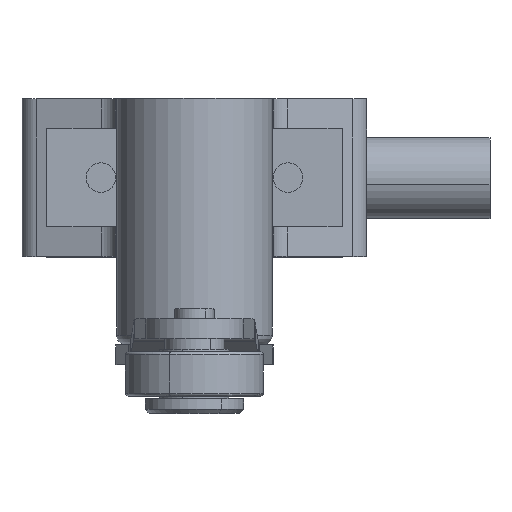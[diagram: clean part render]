
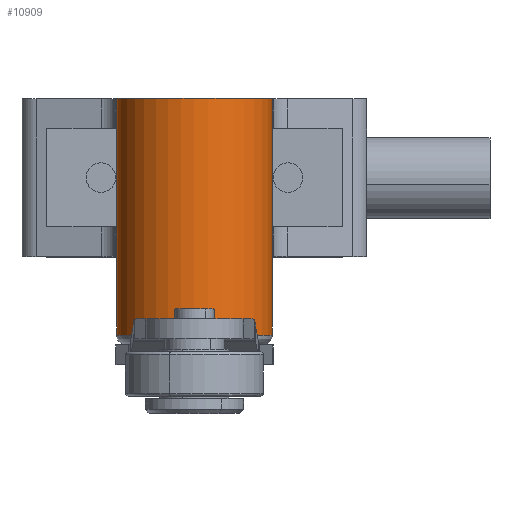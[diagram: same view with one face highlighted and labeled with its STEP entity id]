
A CAD part, top view. The second image highlights one B-rep face of the part: STEP entity #10909.
In plain terms, the highlighted cylindrical face has radius 7.9 mm (diameter 15.8 mm), a partial arc.
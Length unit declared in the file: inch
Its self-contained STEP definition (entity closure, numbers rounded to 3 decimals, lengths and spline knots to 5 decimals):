
#290 = ORIENTED_EDGE ( 'NONE', *, *, #666, .T. ) ;
#447 = LINE ( 'NONE', #27516, #18343 ) ;
#666 = EDGE_CURVE ( 'NONE', #5702, #18297, #9389, .T. ) ;
#980 = ORIENTED_EDGE ( 'NONE', *, *, #19695, .T. ) ;
#984 = CARTESIAN_POINT ( 'NONE',  ( 0.31102, 0., 0.70866 ) ) ;
#1447 = AXIS2_PLACEMENT_3D ( 'NONE', #7754, #19807, #22368 ) ;
#1699 = DIRECTION ( 'NONE',  ( 0., -1., 0. ) ) ;
#2329 = DIRECTION ( 'NONE',  ( 0., 1., 0. ) ) ;
#2900 = VECTOR ( 'NONE', #1699, 39.37008 ) ;
#3233 = DIRECTION ( 'NONE',  ( 0., -1., 0. ) ) ;
#3381 = DIRECTION ( 'NONE',  ( 0., -1., 0. ) ) ;
#4166 = EDGE_CURVE ( 'NONE', #18297, #23383, #21831, .T. ) ;
#4508 = VECTOR ( 'NONE', #3381, 39.37008 ) ;
#4988 = DIRECTION ( 'NONE',  ( 0., -1., 0. ) ) ;
#5702 = VERTEX_POINT ( 'NONE', #18924 ) ;
#5818 = ORIENTED_EDGE ( 'NONE', *, *, #17704, .T. ) ;
#7263 = CARTESIAN_POINT ( 'NONE',  ( 0., 0., 0.70866 ) ) ;
#7376 = DIRECTION ( 'NONE',  ( 1., 0., 0. ) ) ;
#7432 = DIRECTION ( 'NONE',  ( 0., 1., 0. ) ) ;
#7754 = CARTESIAN_POINT ( 'NONE',  ( 0., 0., 0.70866 ) ) ;
#8438 = ORIENTED_EDGE ( 'NONE', *, *, #25021, .T. ) ;
#9389 = LINE ( 'NONE', #31543, #30006 ) ;
#10189 = EDGE_LOOP ( 'NONE', ( #980, #5818, #8438, #16628, #290, #13035 ) ) ;
#10909 = ADVANCED_FACE ( 'NONE', ( #24138 ), #22170, .T. ) ;
#11484 = AXIS2_PLACEMENT_3D ( 'NONE', #26691, #2329, #11891 ) ;
#11891 = DIRECTION ( 'NONE',  ( 1., 0., 0. ) ) ;
#13035 = ORIENTED_EDGE ( 'NONE', *, *, #4166, .T. ) ;
#13578 = CARTESIAN_POINT ( 'NONE',  ( 0.31102, 0., 0.70866 ) ) ;
#14215 = VERTEX_POINT ( 'NONE', #18106 ) ;
#16628 = ORIENTED_EDGE ( 'NONE', *, *, #25873, .F. ) ;
#16903 = CARTESIAN_POINT ( 'NONE',  ( -0.31102, 0., 0.70866 ) ) ;
#17704 = EDGE_CURVE ( 'NONE', #14215, #23851, #447, .T. ) ;
#18106 = CARTESIAN_POINT ( 'NONE',  ( -0.31102, -0.62992, 0.70866 ) ) ;
#18297 = VERTEX_POINT ( 'NONE', #13578 ) ;
#18343 = VECTOR ( 'NONE', #3233, 39.37008 ) ;
#18924 = CARTESIAN_POINT ( 'NONE',  ( 0.31102, -0.62992, 0.70866 ) ) ;
#19695 = EDGE_CURVE ( 'NONE', #23383, #14215, #28821, .T. ) ;
#19807 = DIRECTION ( 'NONE',  ( 0., -1., 0. ) ) ;
#20933 = LINE ( 'NONE', #984, #4508 ) ;
#21056 = CIRCLE ( 'NONE', #11484, 0.31102 ) ;
#21406 = VERTEX_POINT ( 'NONE', #27126 ) ;
#21409 = AXIS2_PLACEMENT_3D ( 'NONE', #7263, #4988, #7376 ) ;
#21831 = CIRCLE ( 'NONE', #21409, 0.31102 ) ;
#22170 = CYLINDRICAL_SURFACE ( 'NONE', #1447, 0.31102 ) ;
#22368 = DIRECTION ( 'NONE',  ( 1., 0., 0. ) ) ;
#23383 = VERTEX_POINT ( 'NONE', #16903 ) ;
#23851 = VERTEX_POINT ( 'NONE', #31322 ) ;
#24138 = FACE_OUTER_BOUND ( 'NONE', #10189, .T. ) ;
#25021 = EDGE_CURVE ( 'NONE', #23851, #21406, #21056, .T. ) ;
#25873 = EDGE_CURVE ( 'NONE', #5702, #21406, #20933, .T. ) ;
#26371 = CARTESIAN_POINT ( 'NONE',  ( -0.31102, 0., 0.70866 ) ) ;
#26691 = CARTESIAN_POINT ( 'NONE',  ( 0., -0.94488, 0.70866 ) ) ;
#27126 = CARTESIAN_POINT ( 'NONE',  ( 0.31102, -0.94488, 0.70866 ) ) ;
#27516 = CARTESIAN_POINT ( 'NONE',  ( -0.31102, 0., 0.70866 ) ) ;
#28821 = LINE ( 'NONE', #26371, #2900 ) ;
#30006 = VECTOR ( 'NONE', #7432, 39.37008 ) ;
#31322 = CARTESIAN_POINT ( 'NONE',  ( -0.31102, -0.94488, 0.70866 ) ) ;
#31543 = CARTESIAN_POINT ( 'NONE',  ( 0.31102, 0., 0.70866 ) ) ;
